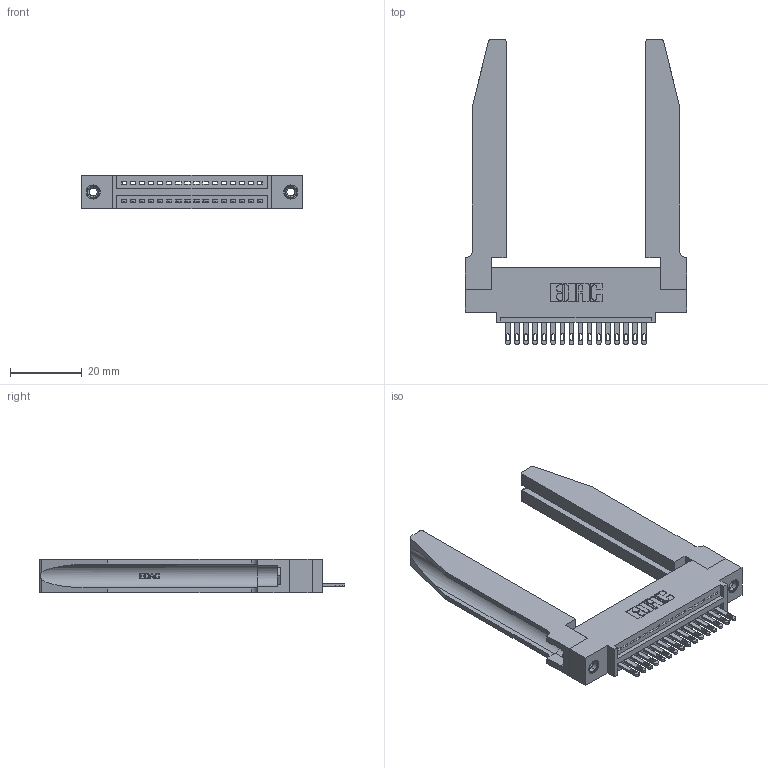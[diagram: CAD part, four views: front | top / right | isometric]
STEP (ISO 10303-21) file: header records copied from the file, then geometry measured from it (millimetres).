
FILE_DESCRIPTION (( 'STEP AP203' ), '1' );
FILE_NAME ('345-016-500-478.STEP', '2019-10-04T13:02:52', ( '' ), ( '' ), 'SwSTEP 2.0', 'SolidWorks 2016', '' );
FILE_SCHEMA (( 'CONFIG_CONTROL_DESIGN' ));
Length unit declared in the file: inch
Products named in the file (5): 345-292-001_345-293-100; 345 Part_0.110 Offset - 0.156 Dia-TH; 345-250-001_345-250-001-102; 345-016-500-478; 345-220-078_345-220-078
Assembly tree (21 placements, depth 2):
  345-016-500-478
    345 Part_0.110 Offset - 0.156 Dia-TH
    345-292-001_345-293-100  x16
    345-250-001_345-250-001-102  x2
    345-220-078_345-220-078  x2
Bounding box: 61.87 x 85.27 x 9.4 mm (x, y, z)
Volume: 13370.9 mm3; surface area: 14052.5 mm2
Topology: 21 solids, 21 shells, 1228 faces, 3649 edges, 2422 vertices
Faces by surface type: plane 770, cylinder 406, bspline 36, cone 12, torus 4
Entity records: 20344 total; most frequent: CARTESIAN_POINT 4423, ORIENTED_EDGE 3270, DIRECTION 2909, EDGE_CURVE 1635, VECTOR 1341, LINE 1341, VERTEX_POINT 1084, AXIS2_PLACEMENT_3D 784
